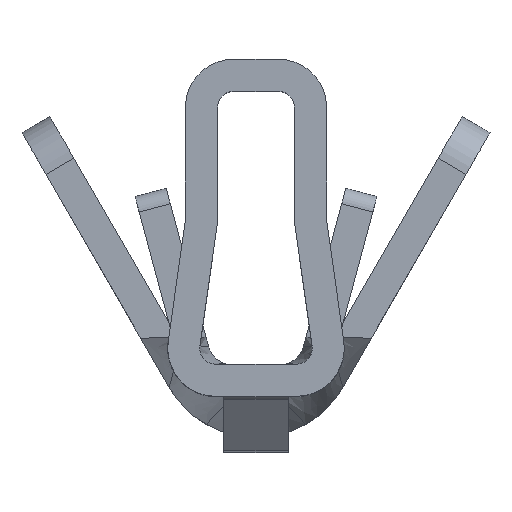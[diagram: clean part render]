
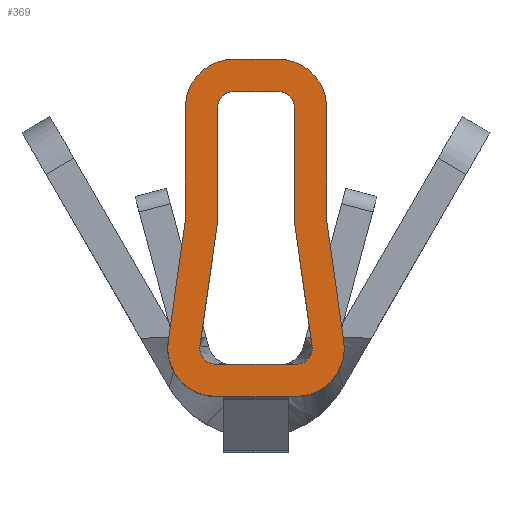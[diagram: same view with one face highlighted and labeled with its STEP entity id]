
A CAD part, top view. The second image highlights one B-rep face of the part: STEP entity #369.
In plain terms, the highlighted planar face has unit normal (0, 0, 1).
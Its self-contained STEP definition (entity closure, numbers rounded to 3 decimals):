
#174=CARTESIAN_POINT('',(0.,0.,0.));
#175=DIRECTION('',(1.,0.,0.));
#176=DIRECTION('',(0.,0.,1.));
#177=AXIS2_PLACEMENT_3D('',#174,#176,#175);
#178=PLANE('',#177);
#179=CARTESIAN_POINT('',(-0.403,1.648,0.));
#180=VERTEX_POINT('',#179);
#181=CARTESIAN_POINT('',(-0.403,1.004,0.));
#182=VERTEX_POINT('',#181);
#183=CARTESIAN_POINT('',(-0.403,1.648,0.));
#184=DIRECTION('',(0.,-1.,0.));
#185=VECTOR('',#184,0.641);
#186=LINE('',#183,#185);
#187=EDGE_CURVE('',#180,#182,#186,.T.);
#188=ORIENTED_EDGE('',*,*,#187,.T.);
#189=CARTESIAN_POINT('',(-0.501,0.313,0.));
#190=VERTEX_POINT('',#189);
#191=CARTESIAN_POINT('',(-0.403,1.001,0.));
#192=DIRECTION('',(-0.14,-0.99,0.));
#193=VECTOR('',#192,0.694);
#194=LINE('',#191,#193);
#195=EDGE_CURVE('',#182,#190,#194,.T.);
#196=ORIENTED_EDGE('',*,*,#195,.T.);
#197=CARTESIAN_POINT('',(-0.229,0.,0.));
#198=VERTEX_POINT('',#197);
#199=CARTESIAN_POINT('',(-0.229,0.275,0.));
#200=DIRECTION('',(-0.99,0.14,0.));
#201=DIRECTION('',(-0.,0.,1.));
#202=AXIS2_PLACEMENT_3D('',#199,#201,#200);
#203=CIRCLE('',#202,0.275);
#204=EDGE_CURVE('',#190,#198,#203,.T.);
#205=ORIENTED_EDGE('',*,*,#204,.T.);
#206=CARTESIAN_POINT('',(0.229,0.,0.));
#207=VERTEX_POINT('',#206);
#208=CARTESIAN_POINT('',(-0.229,0.,0.));
#209=DIRECTION('',(1.,0.,0.));
#210=VECTOR('',#209,0.458);
#211=LINE('',#208,#210);
#212=EDGE_CURVE('',#198,#207,#211,.T.);
#213=ORIENTED_EDGE('',*,*,#212,.T.);
#214=CARTESIAN_POINT('',(0.501,0.313,0.));
#215=VERTEX_POINT('',#214);
#216=CARTESIAN_POINT('',(0.229,0.275,0.));
#217=DIRECTION('',(0.,-1.,0.));
#218=DIRECTION('',(0.,-0.,1.));
#219=AXIS2_PLACEMENT_3D('',#216,#218,#217);
#220=CIRCLE('',#219,0.275);
#221=EDGE_CURVE('',#207,#215,#220,.T.);
#222=ORIENTED_EDGE('',*,*,#221,.T.);
#223=CARTESIAN_POINT('',(0.403,1.004,0.));
#224=VERTEX_POINT('',#223);
#225=CARTESIAN_POINT('',(0.501,0.313,0.));
#226=DIRECTION('',(-0.14,0.99,0.));
#227=VECTOR('',#226,0.694);
#228=LINE('',#225,#227);
#229=EDGE_CURVE('',#215,#224,#228,.T.);
#230=ORIENTED_EDGE('',*,*,#229,.T.);
#231=CARTESIAN_POINT('',(0.403,1.648,0.));
#232=VERTEX_POINT('',#231);
#233=CARTESIAN_POINT('',(0.403,1.007,0.));
#234=DIRECTION('',(0.,1.,0.));
#235=VECTOR('',#234,0.641);
#236=LINE('',#233,#235);
#237=EDGE_CURVE('',#224,#232,#236,.T.);
#238=ORIENTED_EDGE('',*,*,#237,.T.);
#239=CARTESIAN_POINT('',(0.128,1.923,0.));
#240=VERTEX_POINT('',#239);
#241=CARTESIAN_POINT('',(0.128,1.648,0.));
#242=DIRECTION('',(1.,0.,0.));
#243=DIRECTION('',(0.,0.,1.));
#244=AXIS2_PLACEMENT_3D('',#241,#243,#242);
#245=CIRCLE('',#244,0.275);
#246=EDGE_CURVE('',#232,#240,#245,.T.);
#247=ORIENTED_EDGE('',*,*,#246,.T.);
#248=CARTESIAN_POINT('',(-0.128,1.923,0.));
#249=VERTEX_POINT('',#248);
#250=CARTESIAN_POINT('',(0.128,1.923,0.));
#251=DIRECTION('',(-1.,0.,0.));
#252=VECTOR('',#251,0.256);
#253=LINE('',#250,#252);
#254=EDGE_CURVE('',#240,#249,#253,.T.);
#255=ORIENTED_EDGE('',*,*,#254,.T.);
#256=CARTESIAN_POINT('',(-0.128,1.648,0.));
#257=DIRECTION('',(0.,1.,0.));
#258=DIRECTION('',(0.,0.,1.));
#259=AXIS2_PLACEMENT_3D('',#256,#258,#257);
#260=CIRCLE('',#259,0.275);
#261=EDGE_CURVE('',#249,#180,#260,.T.);
#262=ORIENTED_EDGE('',*,*,#261,.T.);
#263=EDGE_LOOP('',(#188,#196,#205,#213,#222,#230,#238,#247,#255,#262));
#264=FACE_OUTER_BOUND('',#263,.T.);
#265=CARTESIAN_POINT('',(0.128,1.74,0.));
#266=VERTEX_POINT('',#265);
#267=CARTESIAN_POINT('',(0.22,1.648,0.));
#268=VERTEX_POINT('',#267);
#269=CARTESIAN_POINT('',(0.128,1.648,0.));
#270=DIRECTION('',(0.,1.,0.));
#271=DIRECTION('',(0.,-0.,-1.));
#272=AXIS2_PLACEMENT_3D('',#269,#271,#270);
#273=CIRCLE('',#272,0.092);
#274=EDGE_CURVE('',#266,#268,#273,.T.);
#275=ORIENTED_EDGE('',*,*,#274,.T.);
#276=CARTESIAN_POINT('',(0.22,1.007,0.));
#277=VERTEX_POINT('',#276);
#278=CARTESIAN_POINT('',(0.22,1.648,0.));
#279=DIRECTION('',(0.,-1.,0.));
#280=VECTOR('',#279,0.641);
#281=LINE('',#278,#280);
#282=EDGE_CURVE('',#268,#277,#281,.T.);
#283=ORIENTED_EDGE('',*,*,#282,.T.);
#284=CARTESIAN_POINT('',(0.222,0.975,0.));
#285=VERTEX_POINT('',#284);
#286=CARTESIAN_POINT('',(0.449,1.007,0.));
#287=DIRECTION('',(-1.,0.,0.));
#288=DIRECTION('',(-0.,0.,1.));
#289=AXIS2_PLACEMENT_3D('',#286,#288,#287);
#290=CIRCLE('',#289,0.229);
#291=EDGE_CURVE('',#277,#285,#290,.T.);
#292=ORIENTED_EDGE('',*,*,#291,.T.);
#293=CARTESIAN_POINT('',(0.32,0.288,0.));
#294=VERTEX_POINT('',#293);
#295=CARTESIAN_POINT('',(0.222,0.975,0.));
#296=DIRECTION('',(0.14,-0.99,0.));
#297=VECTOR('',#296,0.694);
#298=LINE('',#295,#297);
#299=EDGE_CURVE('',#285,#294,#298,.T.);
#300=ORIENTED_EDGE('',*,*,#299,.T.);
#301=CARTESIAN_POINT('',(0.229,0.183,0.));
#302=VERTEX_POINT('',#301);
#303=CARTESIAN_POINT('',(0.229,0.275,0.));
#304=DIRECTION('',(0.99,0.14,0.));
#305=DIRECTION('',(-0.,0.,-1.));
#306=AXIS2_PLACEMENT_3D('',#303,#305,#304);
#307=CIRCLE('',#306,0.092);
#308=EDGE_CURVE('',#294,#302,#307,.T.);
#309=ORIENTED_EDGE('',*,*,#308,.T.);
#310=CARTESIAN_POINT('',(-0.229,0.183,0.));
#311=VERTEX_POINT('',#310);
#312=CARTESIAN_POINT('',(0.229,0.183,0.));
#313=DIRECTION('',(-1.,0.,0.));
#314=VECTOR('',#313,0.458);
#315=LINE('',#312,#314);
#316=EDGE_CURVE('',#302,#311,#315,.T.);
#317=ORIENTED_EDGE('',*,*,#316,.T.);
#318=CARTESIAN_POINT('',(-0.32,0.288,0.));
#319=VERTEX_POINT('',#318);
#320=CARTESIAN_POINT('',(-0.229,0.275,0.));
#321=DIRECTION('',(0.,-1.,0.));
#322=DIRECTION('',(0.,0.,-1.));
#323=AXIS2_PLACEMENT_3D('',#320,#322,#321);
#324=CIRCLE('',#323,0.092);
#325=EDGE_CURVE('',#311,#319,#324,.T.);
#326=ORIENTED_EDGE('',*,*,#325,.T.);
#327=CARTESIAN_POINT('',(-0.222,0.975,0.));
#328=VERTEX_POINT('',#327);
#329=CARTESIAN_POINT('',(-0.32,0.288,0.));
#330=DIRECTION('',(0.14,0.99,0.));
#331=VECTOR('',#330,0.694);
#332=LINE('',#329,#331);
#333=EDGE_CURVE('',#319,#328,#332,.T.);
#334=ORIENTED_EDGE('',*,*,#333,.T.);
#335=CARTESIAN_POINT('',(-0.22,1.007,0.));
#336=VERTEX_POINT('',#335);
#337=CARTESIAN_POINT('',(-0.449,1.007,0.));
#338=DIRECTION('',(0.99,-0.14,0.));
#339=DIRECTION('',(0.,-0.,1.));
#340=AXIS2_PLACEMENT_3D('',#337,#339,#338);
#341=CIRCLE('',#340,0.229);
#342=EDGE_CURVE('',#328,#336,#341,.T.);
#343=ORIENTED_EDGE('',*,*,#342,.T.);
#344=CARTESIAN_POINT('',(-0.22,1.648,0.));
#345=VERTEX_POINT('',#344);
#346=CARTESIAN_POINT('',(-0.22,1.007,0.));
#347=DIRECTION('',(0.,1.,0.));
#348=VECTOR('',#347,0.641);
#349=LINE('',#346,#348);
#350=EDGE_CURVE('',#336,#345,#349,.T.);
#351=ORIENTED_EDGE('',*,*,#350,.T.);
#352=CARTESIAN_POINT('',(-0.128,1.74,0.));
#353=VERTEX_POINT('',#352);
#354=CARTESIAN_POINT('',(-0.128,1.648,0.));
#355=DIRECTION('',(-1.,0.,0.));
#356=DIRECTION('',(0.,0.,-1.));
#357=AXIS2_PLACEMENT_3D('',#354,#356,#355);
#358=CIRCLE('',#357,0.092);
#359=EDGE_CURVE('',#345,#353,#358,.T.);
#360=ORIENTED_EDGE('',*,*,#359,.T.);
#361=CARTESIAN_POINT('',(-0.128,1.74,0.));
#362=DIRECTION('',(1.,0.,0.));
#363=VECTOR('',#362,0.256);
#364=LINE('',#361,#363);
#365=EDGE_CURVE('',#353,#266,#364,.T.);
#366=ORIENTED_EDGE('',*,*,#365,.T.);
#367=EDGE_LOOP('',(#275,#283,#292,#300,#309,#317,#326,#334,#343,#351,#360,#366));
#368=FACE_BOUND('',#367,.T.);
#369=ADVANCED_FACE('',(#264,#368),#178,.T.);
